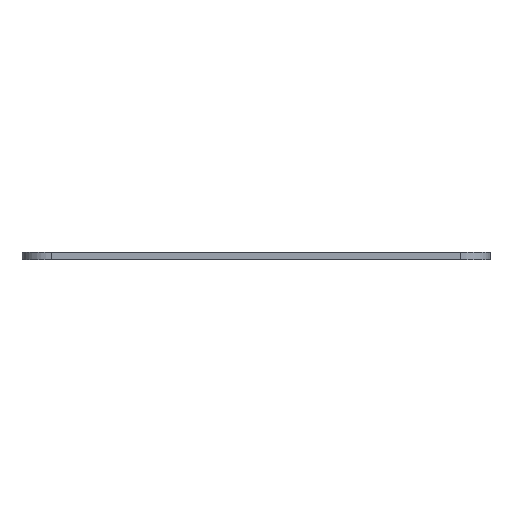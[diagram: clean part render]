
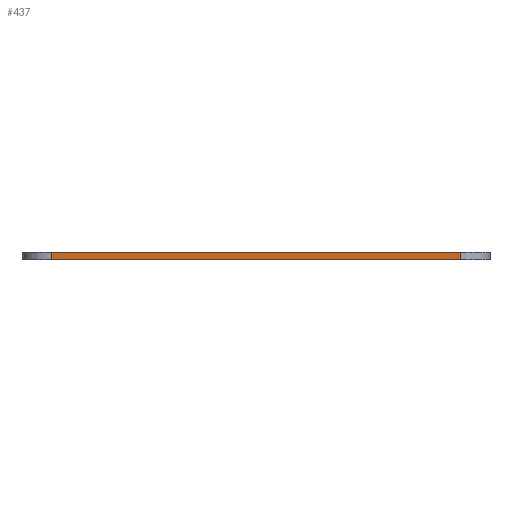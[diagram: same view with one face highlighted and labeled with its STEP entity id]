
A CAD part, left-side view. The second image highlights one B-rep face of the part: STEP entity #437.
In plain terms, the highlighted planar face has unit normal (-1, 0, 0).
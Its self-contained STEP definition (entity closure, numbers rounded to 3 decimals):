
#10 = CARTESIAN_POINT ( 'NONE',  ( -23.9, -20.9, 0.81 ) ) ;
#19 = EDGE_CURVE ( 'NONE', #616, #403, #75, .T. ) ;
#23 = CARTESIAN_POINT ( 'NONE',  ( -23.9, -20.9, 0.81 ) ) ;
#68 = CARTESIAN_POINT ( 'NONE',  ( -23.9, -20.9, 0. ) ) ;
#75 = LINE ( 'NONE', #10, #214 ) ;
#85 = LINE ( 'NONE', #23, #162 ) ;
#86 = ORIENTED_EDGE ( 'NONE', *, *, #588, .T. ) ;
#93 = CARTESIAN_POINT ( 'NONE',  ( -23.9, 20.9, 0. ) ) ;
#143 = LINE ( 'NONE', #451, #523 ) ;
#152 = VECTOR ( 'NONE', #760, 1000. ) ;
#157 = EDGE_CURVE ( 'NONE', #762, #616, #85, .T. ) ;
#162 = VECTOR ( 'NONE', #327, 1000. ) ;
#182 = CARTESIAN_POINT ( 'NONE',  ( -23.9, -20.9, 0.81 ) ) ;
#214 = VECTOR ( 'NONE', #416, 1000. ) ;
#307 = EDGE_LOOP ( 'NONE', ( #86, #669, #567, #578 ) ) ;
#323 = DIRECTION ( 'NONE',  ( 1., 0., 0. ) ) ;
#327 = DIRECTION ( 'NONE',  ( 0., -1., 0. ) ) ;
#387 = DIRECTION ( 'NONE',  ( 0., -1., 0. ) ) ;
#403 = VERTEX_POINT ( 'NONE', #68 ) ;
#416 = DIRECTION ( 'NONE',  ( 0., 0., -1. ) ) ;
#421 = CARTESIAN_POINT ( 'NONE',  ( -23.9, 20.9, 0.81 ) ) ;
#435 = DIRECTION ( 'NONE',  ( 0., 0., -1. ) ) ;
#437 = ADVANCED_FACE ( 'NONE', ( #549 ), #495, .F. ) ;
#451 = CARTESIAN_POINT ( 'NONE',  ( -23.9, -20.9, 0. ) ) ;
#468 = LINE ( 'NONE', #421, #152 ) ;
#473 = AXIS2_PLACEMENT_3D ( 'NONE', #182, #323, #435 ) ;
#476 = CARTESIAN_POINT ( 'NONE',  ( -23.9, 20.9, 0.81 ) ) ;
#495 = PLANE ( 'NONE',  #473 ) ;
#523 = VECTOR ( 'NONE', #387, 1000. ) ;
#549 = FACE_OUTER_BOUND ( 'NONE', #307, .T. ) ;
#567 = ORIENTED_EDGE ( 'NONE', *, *, #157, .F. ) ;
#578 = ORIENTED_EDGE ( 'NONE', *, *, #746, .T. ) ;
#588 = EDGE_CURVE ( 'NONE', #677, #403, #143, .T. ) ;
#616 = VERTEX_POINT ( 'NONE', #744 ) ;
#669 = ORIENTED_EDGE ( 'NONE', *, *, #19, .F. ) ;
#677 = VERTEX_POINT ( 'NONE', #93 ) ;
#744 = CARTESIAN_POINT ( 'NONE',  ( -23.9, -20.9, 0.81 ) ) ;
#746 = EDGE_CURVE ( 'NONE', #762, #677, #468, .T. ) ;
#760 = DIRECTION ( 'NONE',  ( 0., 0., -1. ) ) ;
#762 = VERTEX_POINT ( 'NONE', #476 ) ;
